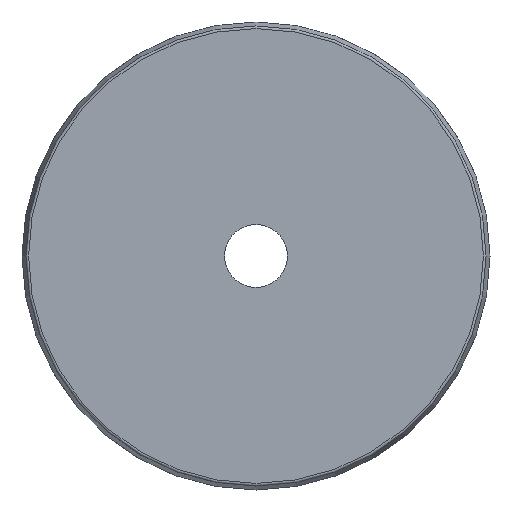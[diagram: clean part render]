
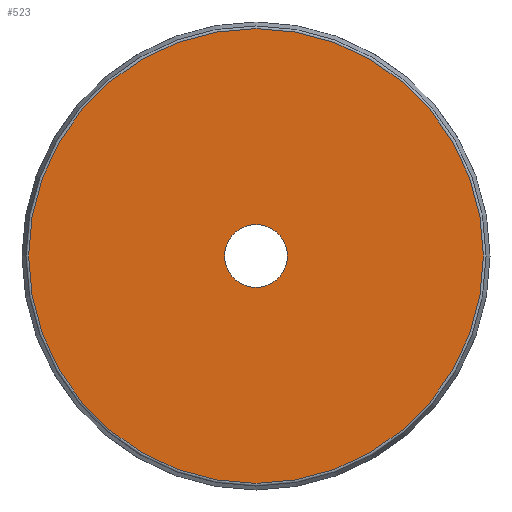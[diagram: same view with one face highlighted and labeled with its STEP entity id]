
A CAD part, front view. The second image highlights one B-rep face of the part: STEP entity #523.
In plain terms, the highlighted planar face has unit normal (0, -1, 0).
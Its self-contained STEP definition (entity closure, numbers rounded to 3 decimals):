
#28=FACE_BOUND('',#94,.T.);
#35=PLANE('',#629);
#61=FACE_OUTER_BOUND('',#93,.T.);
#93=EDGE_LOOP('',(#457,#458));
#94=EDGE_LOOP('',(#459));
#127=CIRCLE('',#551,7.475);
#180=CIRCLE('',#626,54.024);
#181=CIRCLE('',#627,54.024);
#187=VERTEX_POINT('',#831);
#236=VERTEX_POINT('',#968);
#237=VERTEX_POINT('',#969);
#244=EDGE_CURVE('',#187,#187,#127,.T.);
#309=EDGE_CURVE('',#236,#237,#180,.T.);
#310=EDGE_CURVE('',#237,#236,#181,.T.);
#457=ORIENTED_EDGE('',*,*,#309,.T.);
#458=ORIENTED_EDGE('',*,*,#310,.T.);
#459=ORIENTED_EDGE('',*,*,#244,.T.);
#523=ADVANCED_FACE('',(#61,#28),#35,.T.);
#551=AXIS2_PLACEMENT_3D('',#833,#648,#649);
#626=AXIS2_PLACEMENT_3D('',#970,#810,#811);
#627=AXIS2_PLACEMENT_3D('',#971,#812,#813);
#629=AXIS2_PLACEMENT_3D('',#973,#816,#817);
#648=DIRECTION('center_axis',(0.,1.,0.));
#649=DIRECTION('ref_axis',(-1.,0.,0.));
#810=DIRECTION('center_axis',(0.,-1.,0.));
#811=DIRECTION('ref_axis',(-1.,0.,0.));
#812=DIRECTION('center_axis',(0.,-1.,0.));
#813=DIRECTION('ref_axis',(-1.,0.,0.));
#816=DIRECTION('center_axis',(0.,-1.,0.));
#817=DIRECTION('ref_axis',(0.,0.,-1.));
#831=CARTESIAN_POINT('',(7.475,0.,0.));
#833=CARTESIAN_POINT('Origin',(0.,0.,0.));
#968=CARTESIAN_POINT('',(-54.024,0.,0.));
#969=CARTESIAN_POINT('',(0.,0.,54.024));
#970=CARTESIAN_POINT('Origin',(0.,0.,0.));
#971=CARTESIAN_POINT('Origin',(0.,0.,0.));
#973=CARTESIAN_POINT('Origin',(-27.012,0.,0.));
